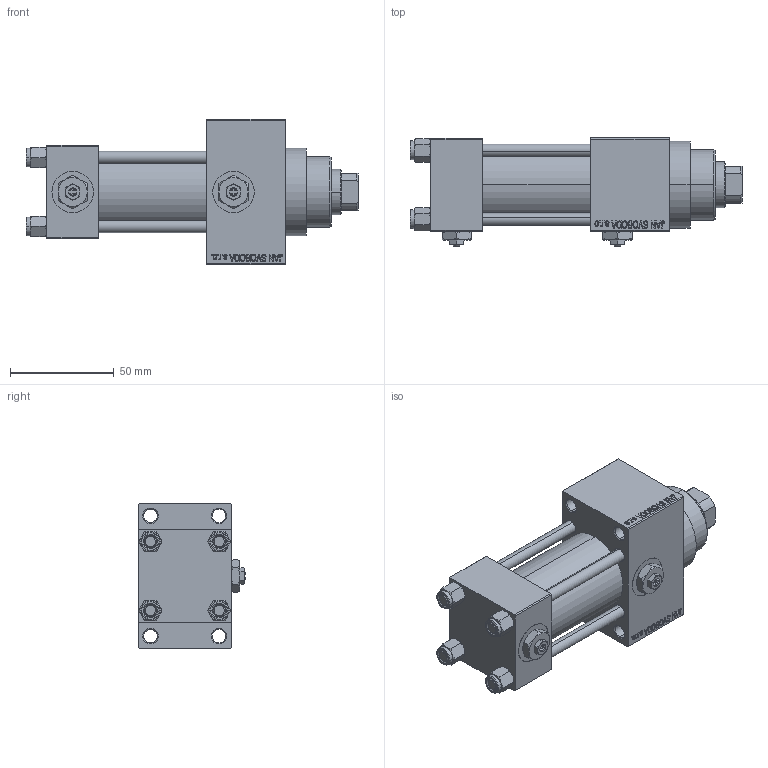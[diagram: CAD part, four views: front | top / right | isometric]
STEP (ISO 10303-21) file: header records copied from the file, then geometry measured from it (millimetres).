
FILE_DESCRIPTION (( 'STEP AP203' ), '1' );
FILE_NAME ('d356.STEP', '2023-08-22T17:30:55', ( '' ), ( '' ), 'SwSTEP 2.0', 'SolidWorks 2019', '' );
FILE_SCHEMA (( 'CONFIG_CONTROL_DESIGN' ));
Length unit declared in the file: millimetre
Products named in the file (7): V215CR_D_Body 731df00e118630f3f9192f71ff313b01; NUT_M5_D 731df00e118630f3f9192f71ff313b01; V215CR_D_TYCINKA 731df00e118630f3f9192f71ff313b01; V215CR_VCP_D 731df00e118630f3f9192f71ff313b01; Zatka_pro_OIL_PORT 731df00e118630f3f9192f71ff313b01; d356; V215_VC_A 731df00e118630f3f9192f71ff313b01
Assembly tree (13 placements, depth 2):
  d356
    V215CR_D_Body 731df00e118630f3f9192f71ff313b01
    V215CR_VCP_D 731df00e118630f3f9192f71ff313b01
    NUT_M5_D 731df00e118630f3f9192f71ff313b01  x4
    V215CR_D_TYCINKA 731df00e118630f3f9192f71ff313b01  x4
    V215_VC_A 731df00e118630f3f9192f71ff313b01
    Zatka_pro_OIL_PORT 731df00e118630f3f9192f71ff313b01  x2
Bounding box: 160 x 52 x 70 mm (x, y, z)
Volume: 245013.7 mm3; surface area: 81929 mm2
Topology: 13 solids, 13 shells, 1202 faces, 2968 edges, 1909 vertices
Faces by surface type: plane 542, bspline 368, cone 184, cylinder 100, torus 8
Entity records: 49091 total; most frequent: CARTESIAN_POINT 25642, ORIENTED_EDGE 5236, DIRECTION 3426, EDGE_CURVE 2618, VERTEX_POINT 1707, LINE 1548, VECTOR 1548, EDGE_LOOP 1179
